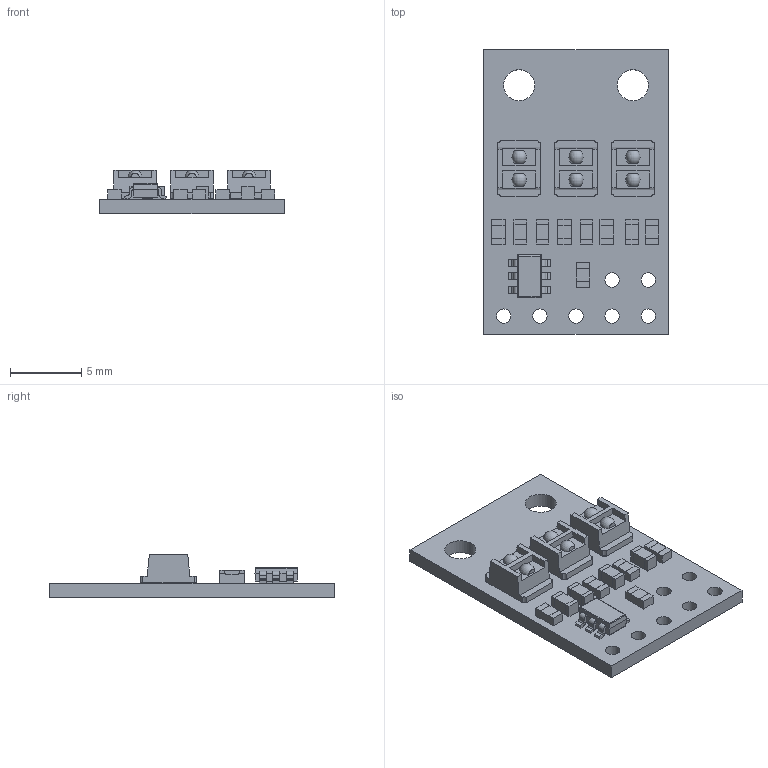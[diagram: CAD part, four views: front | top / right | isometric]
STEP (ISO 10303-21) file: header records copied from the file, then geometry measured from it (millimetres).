
FILE_DESCRIPTION (( 'STEP AP214' ), '1' );
FILE_NAME ('qtrx-hd-03x.step', '2018-09-28T18:37:40', ( '' ), ( '' ), 'SwSTEP 2.0', 'SolidWorks 2016', '' );
FILE_SCHEMA (( 'AUTOMOTIVE_DESIGN' ));
Length unit declared in the file: millimetre
Products named in the file (1): qtrx-hd-03x
Bounding box: 13 x 20 x 3.04 mm (x, y, z)
Volume: 316.7 mm3; surface area: 798.7 mm2
Topology: 1 solids, 1 shells, 745 faces, 2044 edges, 1354 vertices
Faces by surface type: plane 522, bspline 152, cylinder 65, torus 6
Full cylindrical faces by diameter (mm): 1.016 x7, 2.184 x2
Entity records: 36700 total; most frequent: CARTESIAN_POINT 10467, ORIENTED_EDGE 4070, DIRECTION 3025, EDGE_CURVE 2035, LINE 1561, VECTOR 1561, VERTEX_POINT 1354, EDGE_LOOP 853
